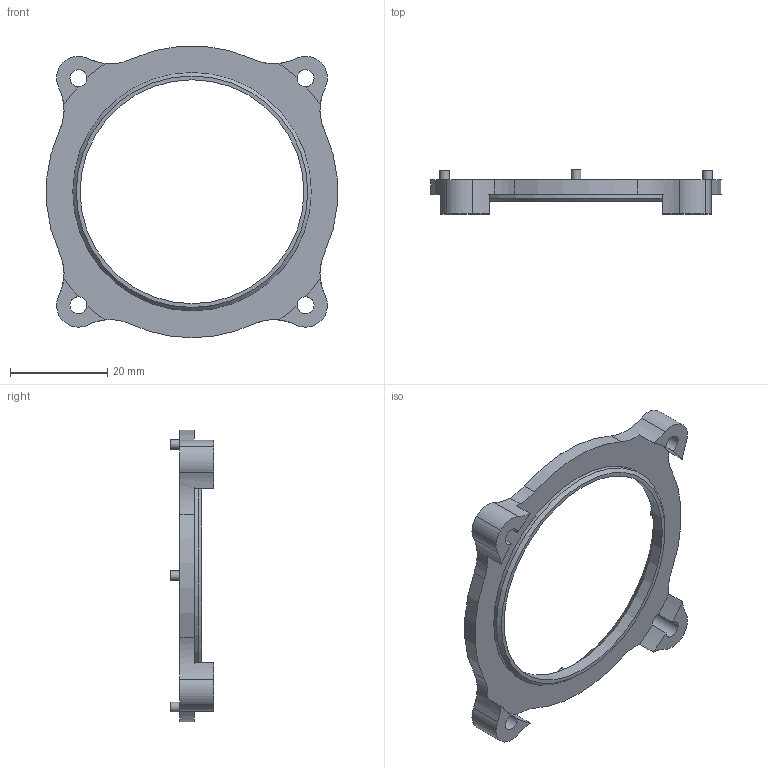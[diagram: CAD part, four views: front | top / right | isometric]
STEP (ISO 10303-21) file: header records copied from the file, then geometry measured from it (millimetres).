
FILE_DESCRIPTION(('HOOPS Exchange Step'),'2;1');
FILE_NAME('temp_export','2024-01-13T20:06:33+09:00',('mobile'),('Shapr3D Limited'),'HOOPS Exchange 2023.2','Shapr3D','Authorized');
FILE_SCHEMA( ('AUTOMOTIVE_DESIGN { 1 0 10303 214 1 1 1 1 }') );
Length unit declared in the file: millimetre
Products named in the file (1): Filter-dial-frame
Bounding box: 59.77 x 9 x 59.89 mm (x, y, z)
Volume: 4890.7 mm3; surface area: 4917.5 mm2
Topology: 1 solids, 1 shells, 54 faces, 160 edges, 109 vertices
Faces by surface type: cylinder 41, plane 11, cone 2
Full cylindrical faces by diameter (mm): 2 x4, 3.5 x4, 46 x1, 49 x1
Entity records: 1933 total; most frequent: DIRECTION 379, CARTESIAN_POINT 324, ORIENTED_EDGE 320, AXIS2_PLACEMENT_3D 164, EDGE_CURVE 160, VERTEX_POINT 109, CIRCLE 109, EDGE_LOOP 65
